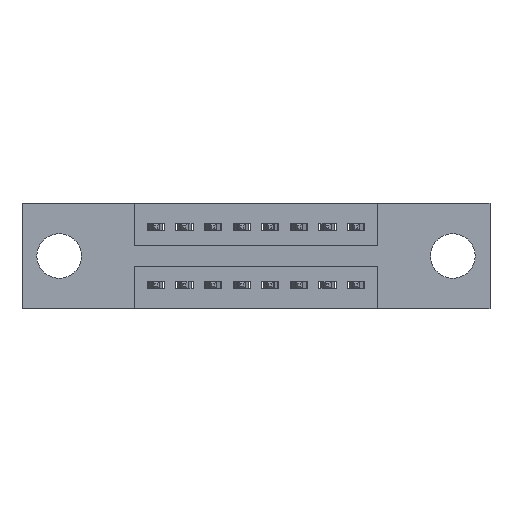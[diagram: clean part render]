
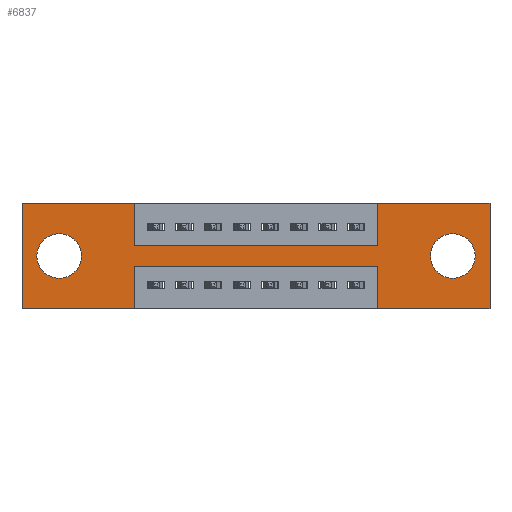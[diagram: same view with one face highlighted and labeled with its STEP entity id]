
A CAD part, front view. The second image highlights one B-rep face of the part: STEP entity #6837.
In plain terms, the highlighted planar face has unit normal (0, -1, 0).
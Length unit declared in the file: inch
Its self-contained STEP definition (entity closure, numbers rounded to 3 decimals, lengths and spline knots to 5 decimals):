
#64 = CARTESIAN_POINT ( 'NONE',  ( 0.3925, 0., -0.37 ) ) ;
#196 = VERTEX_POINT ( 'NONE', #4121 ) ;
#223 = LINE ( 'NONE', #10606, #6227 ) ;
#309 = EDGE_CURVE ( 'NONE', #3668, #4750, #3992, .T. ) ;
#338 = VERTEX_POINT ( 'NONE', #5076 ) ;
#400 = CIRCLE ( 'NONE', #8981, 0.078 ) ;
#612 = CARTESIAN_POINT ( 'NONE',  ( 0.13, 0., -0.107 ) ) ;
#654 = CARTESIAN_POINT ( 'NONE',  ( 0.3925, 0., -0.15 ) ) ;
#748 = LINE ( 'NONE', #4241, #1705 ) ;
#817 = EDGE_LOOP ( 'NONE', ( #5331, #9096, #1377, #1674, #3117, #4246, #7885, #10181, #10897, #3427, #7341, #2210 ) ) ;
#1020 = DIRECTION ( 'NONE',  ( -1., 0., 0. ) ) ;
#1159 = ORIENTED_EDGE ( 'NONE', *, *, #7401, .T. ) ;
#1177 = VERTEX_POINT ( 'NONE', #4868 ) ;
#1365 = VERTEX_POINT ( 'NONE', #654 ) ;
#1377 = ORIENTED_EDGE ( 'NONE', *, *, #9585, .F. ) ;
#1415 = EDGE_CURVE ( 'NONE', #4750, #338, #7993, .T. ) ;
#1575 = LINE ( 'NONE', #10317, #8550 ) ;
#1600 = EDGE_CURVE ( 'NONE', #196, #4022, #9419, .T. ) ;
#1621 = DIRECTION ( 'NONE',  ( -1., 0., 0. ) ) ;
#1632 = CARTESIAN_POINT ( 'NONE',  ( 0.3925, 0., -0.22 ) ) ;
#1674 = ORIENTED_EDGE ( 'NONE', *, *, #1415, .F. ) ;
#1683 = DIRECTION ( 'NONE',  ( 0., 0., 1. ) ) ;
#1694 = DIRECTION ( 'NONE',  ( 0., 1., 0. ) ) ;
#1705 = VECTOR ( 'NONE', #2654, 39.37008 ) ;
#1785 = CARTESIAN_POINT ( 'NONE',  ( 1.635, 0., 0. ) ) ;
#1930 = FACE_BOUND ( 'NONE', #10345, .T. ) ;
#2210 = ORIENTED_EDGE ( 'NONE', *, *, #4787, .F. ) ;
#2355 = CARTESIAN_POINT ( 'NONE',  ( 1.2425, 0., 0. ) ) ;
#2356 = CARTESIAN_POINT ( 'NONE',  ( 1.505, 0., -0.107 ) ) ;
#2359 = CARTESIAN_POINT ( 'NONE',  ( 1.2425, 0., -0.22 ) ) ;
#2368 = VECTOR ( 'NONE', #1621, 39.37008 ) ;
#2370 = CARTESIAN_POINT ( 'NONE',  ( 0., 0., -0.37 ) ) ;
#2477 = DIRECTION ( 'NONE',  ( 1., 0., 0. ) ) ;
#2537 = DIRECTION ( 'NONE',  ( -1., 0., 0. ) ) ;
#2573 = VERTEX_POINT ( 'NONE', #7385 ) ;
#2648 = LINE ( 'NONE', #10537, #2945 ) ;
#2654 = DIRECTION ( 'NONE',  ( 1., 0., 0. ) ) ;
#2665 = DIRECTION ( 'NONE',  ( 0., -1., 0. ) ) ;
#2708 = DIRECTION ( 'NONE',  ( 0., 0., -1. ) ) ;
#2726 = PLANE ( 'NONE',  #7538 ) ;
#2750 = EDGE_CURVE ( 'NONE', #6447, #7039, #223, .T. ) ;
#2801 = EDGE_CURVE ( 'NONE', #9372, #7914, #400, .T. ) ;
#2945 = VECTOR ( 'NONE', #6150, 39.37008 ) ;
#2961 = CARTESIAN_POINT ( 'NONE',  ( 1.635, 0., 0. ) ) ;
#3005 = EDGE_CURVE ( 'NONE', #4783, #1177, #5071, .T. ) ;
#3117 = ORIENTED_EDGE ( 'NONE', *, *, #309, .F. ) ;
#3171 = LINE ( 'NONE', #9310, #8401 ) ;
#3288 = CARTESIAN_POINT ( 'NONE',  ( 0.13, 0., -0.185 ) ) ;
#3427 = ORIENTED_EDGE ( 'NONE', *, *, #6129, .F. ) ;
#3480 = VERTEX_POINT ( 'NONE', #612 ) ;
#3582 = CARTESIAN_POINT ( 'NONE',  ( 0.3925, 0., 0. ) ) ;
#3619 = AXIS2_PLACEMENT_3D ( 'NONE', #3288, #1694, #5928 ) ;
#3622 = DIRECTION ( 'NONE',  ( 0., 1., 0. ) ) ;
#3668 = VERTEX_POINT ( 'NONE', #1785 ) ;
#3941 = EDGE_CURVE ( 'NONE', #1365, #196, #748, .T. ) ;
#3992 = LINE ( 'NONE', #2961, #7791 ) ;
#4022 = VERTEX_POINT ( 'NONE', #5380 ) ;
#4121 = CARTESIAN_POINT ( 'NONE',  ( 1.2425, 0., -0.15 ) ) ;
#4241 = CARTESIAN_POINT ( 'NONE',  ( 0.3925, 0., -0.15 ) ) ;
#4246 = ORIENTED_EDGE ( 'NONE', *, *, #7638, .F. ) ;
#4308 = LINE ( 'NONE', #5872, #2368 ) ;
#4613 = CARTESIAN_POINT ( 'NONE',  ( 1.505, 0., -0.263 ) ) ;
#4625 = CARTESIAN_POINT ( 'NONE',  ( 0., 0., -0.37 ) ) ;
#4626 = CARTESIAN_POINT ( 'NONE',  ( 1.505, 0., -0.185 ) ) ;
#4666 = DIRECTION ( 'NONE',  ( 0., 0., -1. ) ) ;
#4750 = VERTEX_POINT ( 'NONE', #6612 ) ;
#4783 = VERTEX_POINT ( 'NONE', #2359 ) ;
#4787 = EDGE_CURVE ( 'NONE', #8594, #6447, #4308, .T. ) ;
#4868 = CARTESIAN_POINT ( 'NONE',  ( 0.3925, 0., -0.22 ) ) ;
#5071 = LINE ( 'NONE', #1632, #10399 ) ;
#5076 = CARTESIAN_POINT ( 'NONE',  ( 1.2425, 0., -0.37 ) ) ;
#5331 = ORIENTED_EDGE ( 'NONE', *, *, #9667, .F. ) ;
#5380 = CARTESIAN_POINT ( 'NONE',  ( 1.2425, 0., 0. ) ) ;
#5436 = DIRECTION ( 'NONE',  ( 0., 0., -1. ) ) ;
#5872 = CARTESIAN_POINT ( 'NONE',  ( 0., 0., -0.37 ) ) ;
#5928 = DIRECTION ( 'NONE',  ( 0., 0., 1. ) ) ;
#6105 = DIRECTION ( 'NONE',  ( 0., 1., 0. ) ) ;
#6129 = EDGE_CURVE ( 'NONE', #7039, #11033, #2648, .T. ) ;
#6150 = DIRECTION ( 'NONE',  ( 1., 0., 0. ) ) ;
#6152 = CARTESIAN_POINT ( 'NONE',  ( 1.505, 0., -0.185 ) ) ;
#6227 = VECTOR ( 'NONE', #8912, 39.37008 ) ;
#6350 = ORIENTED_EDGE ( 'NONE', *, *, #8936, .T. ) ;
#6447 = VERTEX_POINT ( 'NONE', #2370 ) ;
#6612 = CARTESIAN_POINT ( 'NONE',  ( 1.635, 0., -0.37 ) ) ;
#6753 = CIRCLE ( 'NONE', #10554, 0.078 ) ;
#6761 = VECTOR ( 'NONE', #1683, 39.37008 ) ;
#6837 = ADVANCED_FACE ( 'NONE', ( #1930, #8923, #8072 ), #2726, .T. ) ;
#7039 = VERTEX_POINT ( 'NONE', #7260 ) ;
#7089 = CIRCLE ( 'NONE', #3619, 0.078 ) ;
#7222 = DIRECTION ( 'NONE',  ( 0., 0., -1. ) ) ;
#7260 = CARTESIAN_POINT ( 'NONE',  ( 0., 0., 0. ) ) ;
#7298 = CIRCLE ( 'NONE', #10385, 0.078 ) ;
#7341 = ORIENTED_EDGE ( 'NONE', *, *, #2750, .F. ) ;
#7345 = LINE ( 'NONE', #10634, #9684 ) ;
#7385 = CARTESIAN_POINT ( 'NONE',  ( 0.13, 0., -0.263 ) ) ;
#7401 = EDGE_CURVE ( 'NONE', #7914, #9372, #7298, .T. ) ;
#7538 = AXIS2_PLACEMENT_3D ( 'NONE', #9615, #2665, #5436 ) ;
#7638 = EDGE_CURVE ( 'NONE', #4022, #3668, #1575, .T. ) ;
#7791 = VECTOR ( 'NONE', #10973, 39.37008 ) ;
#7885 = ORIENTED_EDGE ( 'NONE', *, *, #1600, .F. ) ;
#7914 = VERTEX_POINT ( 'NONE', #4613 ) ;
#7986 = VECTOR ( 'NONE', #8237, 39.37008 ) ;
#7993 = LINE ( 'NONE', #4625, #8177 ) ;
#7995 = DIRECTION ( 'NONE',  ( 0., 0., -1. ) ) ;
#8036 = ORIENTED_EDGE ( 'NONE', *, *, #2801, .T. ) ;
#8072 = FACE_OUTER_BOUND ( 'NONE', #817, .T. ) ;
#8177 = VECTOR ( 'NONE', #1020, 39.37008 ) ;
#8237 = DIRECTION ( 'NONE',  ( 0., 0., 1. ) ) ;
#8401 = VECTOR ( 'NONE', #4666, 39.37008 ) ;
#8550 = VECTOR ( 'NONE', #2477, 39.37008 ) ;
#8594 = VERTEX_POINT ( 'NONE', #64 ) ;
#8730 = CARTESIAN_POINT ( 'NONE',  ( 0.13, 0., -0.185 ) ) ;
#8912 = DIRECTION ( 'NONE',  ( 0., 0., 1. ) ) ;
#8923 = FACE_BOUND ( 'NONE', #9923, .T. ) ;
#8936 = EDGE_CURVE ( 'NONE', #3480, #2573, #7089, .T. ) ;
#8981 = AXIS2_PLACEMENT_3D ( 'NONE', #4626, #9779, #7995 ) ;
#9096 = ORIENTED_EDGE ( 'NONE', *, *, #3005, .F. ) ;
#9106 = EDGE_CURVE ( 'NONE', #2573, #3480, #6753, .T. ) ;
#9310 = CARTESIAN_POINT ( 'NONE',  ( 0.3925, 0., 0. ) ) ;
#9372 = VERTEX_POINT ( 'NONE', #2356 ) ;
#9419 = LINE ( 'NONE', #2355, #7986 ) ;
#9533 = CARTESIAN_POINT ( 'NONE',  ( 1.2425, 0., -0.37 ) ) ;
#9585 = EDGE_CURVE ( 'NONE', #338, #4783, #11281, .T. ) ;
#9615 = CARTESIAN_POINT ( 'NONE',  ( 0., 0., -0.37 ) ) ;
#9667 = EDGE_CURVE ( 'NONE', #1177, #8594, #7345, .T. ) ;
#9684 = VECTOR ( 'NONE', #7222, 39.37008 ) ;
#9763 = DIRECTION ( 'NONE',  ( 0., 0., 1. ) ) ;
#9779 = DIRECTION ( 'NONE',  ( 0., 1., 0. ) ) ;
#9923 = EDGE_LOOP ( 'NONE', ( #6350, #10121 ) ) ;
#10121 = ORIENTED_EDGE ( 'NONE', *, *, #9106, .T. ) ;
#10181 = ORIENTED_EDGE ( 'NONE', *, *, #3941, .F. ) ;
#10317 = CARTESIAN_POINT ( 'NONE',  ( 0., 0., 0. ) ) ;
#10345 = EDGE_LOOP ( 'NONE', ( #8036, #1159 ) ) ;
#10385 = AXIS2_PLACEMENT_3D ( 'NONE', #6152, #6105, #2708 ) ;
#10399 = VECTOR ( 'NONE', #2537, 39.37008 ) ;
#10463 = EDGE_CURVE ( 'NONE', #11033, #1365, #3171, .T. ) ;
#10537 = CARTESIAN_POINT ( 'NONE',  ( 0., 0., 0. ) ) ;
#10554 = AXIS2_PLACEMENT_3D ( 'NONE', #8730, #3622, #9763 ) ;
#10606 = CARTESIAN_POINT ( 'NONE',  ( 0., 0., 0. ) ) ;
#10634 = CARTESIAN_POINT ( 'NONE',  ( 0.3925, 0., -0.37 ) ) ;
#10897 = ORIENTED_EDGE ( 'NONE', *, *, #10463, .F. ) ;
#10973 = DIRECTION ( 'NONE',  ( 0., 0., -1. ) ) ;
#11033 = VERTEX_POINT ( 'NONE', #3582 ) ;
#11281 = LINE ( 'NONE', #9533, #6761 ) ;
